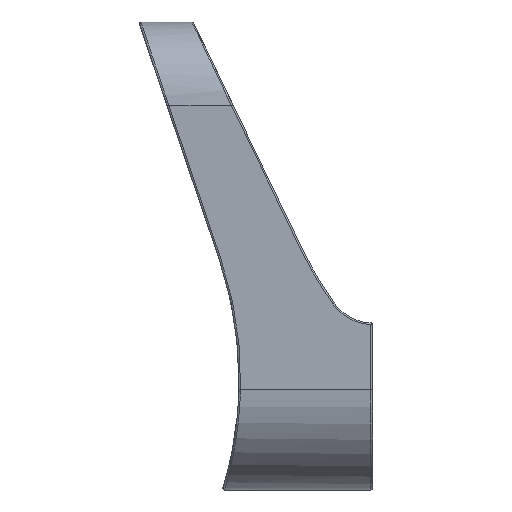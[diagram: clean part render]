
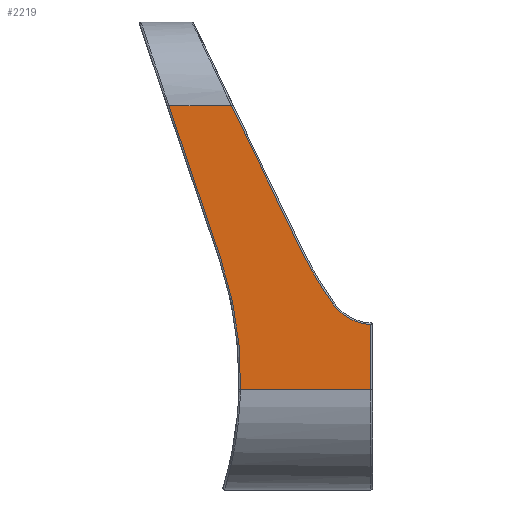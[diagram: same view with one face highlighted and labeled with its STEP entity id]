
A CAD part, left-side view. The second image highlights one B-rep face of the part: STEP entity #2219.
In plain terms, the highlighted planar face has unit normal (-1, 0, 0).
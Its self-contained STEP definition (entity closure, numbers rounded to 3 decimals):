
#120 = ORIENTED_EDGE ( 'NONE', *, *, #1167, .T. ) ;
#196 = CARTESIAN_POINT ( 'NONE',  ( -77.5, 24.396, 18. ) ) ;
#255 = VECTOR ( 'NONE', #2242, 1000. ) ;
#268 = DIRECTION ( 'NONE',  ( 0., 0.434, 0.901 ) ) ;
#284 = DIRECTION ( 'NONE',  ( 0., 0., -1. ) ) ;
#353 = ORIENTED_EDGE ( 'NONE', *, *, #1012, .T. ) ;
#364 = CARTESIAN_POINT ( 'NONE',  ( -77.5, 60.722, -14.762 ) ) ;
#365 = DIRECTION ( 'NONE',  ( 0., -0.321, -0.947 ) ) ;
#376 = ORIENTED_EDGE ( 'NONE', *, *, #498, .T. ) ;
#434 = LINE ( 'NONE', #1928, #1775 ) ;
#498 = EDGE_CURVE ( 'NONE', #1342, #1307, #752, .T. ) ;
#520 = DIRECTION ( 'NONE',  ( 1., 0., 0. ) ) ;
#551 = CARTESIAN_POINT ( 'NONE',  ( -77.5, 15.813, -16. ) ) ;
#628 = AXIS2_PLACEMENT_3D ( 'NONE', #1852, #1644, #2815 ) ;
#752 = CIRCLE ( 'NONE', #1594, 5.854 ) ;
#864 = DIRECTION ( 'NONE',  ( 1., 0., 0. ) ) ;
#888 = AXIS2_PLACEMENT_3D ( 'NONE', #1388, #1188, #2330 ) ;
#958 = AXIS2_PLACEMENT_3D ( 'NONE', #364, #864, #2752 ) ;
#962 = DIRECTION ( 'NONE',  ( 0., -1., 0. ) ) ;
#989 = VERTEX_POINT ( 'NONE', #196 ) ;
#1012 = EDGE_CURVE ( 'NONE', #2291, #989, #2515, .T. ) ;
#1037 = VECTOR ( 'NONE', #268, 1000. ) ;
#1049 = ORIENTED_EDGE ( 'NONE', *, *, #2010, .T. ) ;
#1167 = EDGE_CURVE ( 'NONE', #1307, #1530, #2318, .T. ) ;
#1188 = DIRECTION ( 'NONE',  ( 1., 0., 0. ) ) ;
#1307 = VERTEX_POINT ( 'NONE', #1931 ) ;
#1342 = VERTEX_POINT ( 'NONE', #2906 ) ;
#1388 = CARTESIAN_POINT ( 'NONE',  ( -77.5, 28., -28. ) ) ;
#1407 = CARTESIAN_POINT ( 'NONE',  ( -77.5, 18.178, -0.328 ) ) ;
#1448 = FACE_OUTER_BOUND ( 'NONE', #2183, .T. ) ;
#1483 = VERTEX_POINT ( 'NONE', #1407 ) ;
#1528 = CARTESIAN_POINT ( 'NONE',  ( -77.5, 0.2, -28. ) ) ;
#1530 = VERTEX_POINT ( 'NONE', #3047 ) ;
#1587 = ORIENTED_EDGE ( 'NONE', *, *, #2653, .T. ) ;
#1594 = AXIS2_PLACEMENT_3D ( 'NONE', #2351, #520, #284 ) ;
#1644 = DIRECTION ( 'NONE',  ( 1., 0., 0. ) ) ;
#1681 = VERTEX_POINT ( 'NONE', #551 ) ;
#1775 = VECTOR ( 'NONE', #962, 1000. ) ;
#1852 = CARTESIAN_POINT ( 'NONE',  ( -77.5, -31.671, 20.057 ) ) ;
#1919 = LINE ( 'NONE', #2866, #1037 ) ;
#1923 = VECTOR ( 'NONE', #3043, 1000. ) ;
#1928 = CARTESIAN_POINT ( 'NONE',  ( -77.5, 28., -16. ) ) ;
#1931 = CARTESIAN_POINT ( 'NONE',  ( -77.5, 4.779, -5.727 ) ) ;
#2010 = EDGE_CURVE ( 'NONE', #989, #1483, #3002, .T. ) ;
#2096 = CARTESIAN_POINT ( 'NONE',  ( -77.5, 28., 18. ) ) ;
#2105 = EDGE_CURVE ( 'NONE', #1530, #2291, #1919, .T. ) ;
#2166 = EDGE_CURVE ( 'NONE', #1681, #2249, #434, .T. ) ;
#2173 = CARTESIAN_POINT ( 'NONE',  ( -77.5, 16.902, 18. ) ) ;
#2183 = EDGE_LOOP ( 'NONE', ( #2414, #2760, #376, #120, #2485, #353, #1049, #1587 ) ) ;
#2219 = ADVANCED_FACE ( 'NONE', ( #1448 ), #2394, .F. ) ;
#2242 = DIRECTION ( 'NONE',  ( 0., 0., 1. ) ) ;
#2249 = VERTEX_POINT ( 'NONE', #2687 ) ;
#2284 = EDGE_CURVE ( 'NONE', #2249, #1342, #2922, .T. ) ;
#2291 = VERTEX_POINT ( 'NONE', #2173 ) ;
#2318 = CIRCLE ( 'NONE', #628, 44.648 ) ;
#2330 = DIRECTION ( 'NONE',  ( 0., 0., -1. ) ) ;
#2346 = CIRCLE ( 'NONE', #958, 44.926 ) ;
#2351 = CARTESIAN_POINT ( 'NONE',  ( -77.5, 0., -2.346 ) ) ;
#2372 = VECTOR ( 'NONE', #365, 1000. ) ;
#2394 = PLANE ( 'NONE',  #888 ) ;
#2414 = ORIENTED_EDGE ( 'NONE', *, *, #2166, .T. ) ;
#2485 = ORIENTED_EDGE ( 'NONE', *, *, #2105, .T. ) ;
#2505 = CARTESIAN_POINT ( 'NONE',  ( -77.5, 10.773, -22.155 ) ) ;
#2515 = LINE ( 'NONE', #2096, #1923 ) ;
#2653 = EDGE_CURVE ( 'NONE', #1483, #1681, #2346, .T. ) ;
#2687 = CARTESIAN_POINT ( 'NONE',  ( -77.5, 0.2, -16. ) ) ;
#2752 = DIRECTION ( 'NONE',  ( 0., 0., -1. ) ) ;
#2760 = ORIENTED_EDGE ( 'NONE', *, *, #2284, .T. ) ;
#2815 = DIRECTION ( 'NONE',  ( 0., 0., -1. ) ) ;
#2866 = CARTESIAN_POINT ( 'NONE',  ( -77.5, 1.001, -14.985 ) ) ;
#2906 = CARTESIAN_POINT ( 'NONE',  ( -77.5, 0.2, -8.197 ) ) ;
#2922 = LINE ( 'NONE', #1528, #255 ) ;
#3002 = LINE ( 'NONE', #2505, #2372 ) ;
#3043 = DIRECTION ( 'NONE',  ( 0., 1., 0. ) ) ;
#3047 = CARTESIAN_POINT ( 'NONE',  ( -77.5, 8.547, 0.669 ) ) ;
